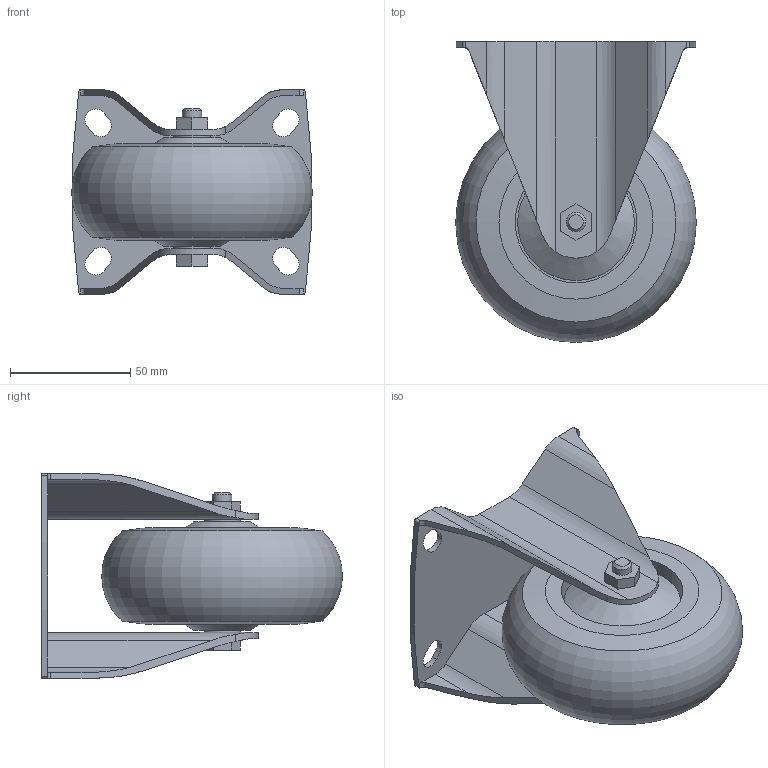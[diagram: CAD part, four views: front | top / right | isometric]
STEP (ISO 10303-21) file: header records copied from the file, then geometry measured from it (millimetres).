
FILE_DESCRIPTION(/* description */ ('STEP AP203'),/* implementation_level */ '2;1');
FILE_NAME(/* name */ 'K1766.1010004010',/* time_stamp */ '2025-06-24T16:06:09+02:00',/* author */ ('License CC BY-ND 4.0'),/* organization */ ('CADENAS'),/* preprocessor_version */ 'ST-DEVELOPER v19.3',/* originating_system */ 'PARTsolutions',/* authorisation */ ' ');
FILE_SCHEMA (('CONFIG_CONTROL_DESIGN'));
Length unit declared in the file: millimetre
Products named in the file (1): K1766.1010004010
Bounding box: 99.99 x 124.99 x 85 mm (x, y, z)
Volume: 314927 mm3; surface area: 66268.4 mm2
Topology: 1 solids, 1 shells, 105 faces, 279 edges, 185 vertices
Faces by surface type: plane 55, cylinder 43, cone 5, torus 2
Full cylindrical faces by diameter (mm): 8 x1, 15 x2, 48.5 x2, 50.5 x2
Entity records: 3252 total; most frequent: CARTESIAN_POINT 590, DIRECTION 556, ORIENTED_EDGE 524, EDGE_CURVE 262, AXIS2_PLACEMENT_3D 200, VERTEX_POINT 182, LINE 156, VECTOR 156
